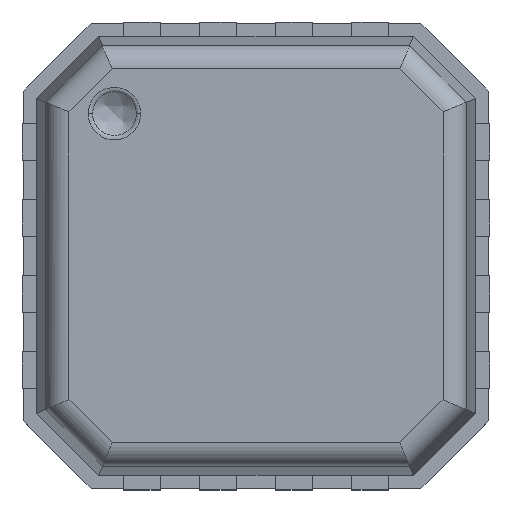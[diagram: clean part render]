
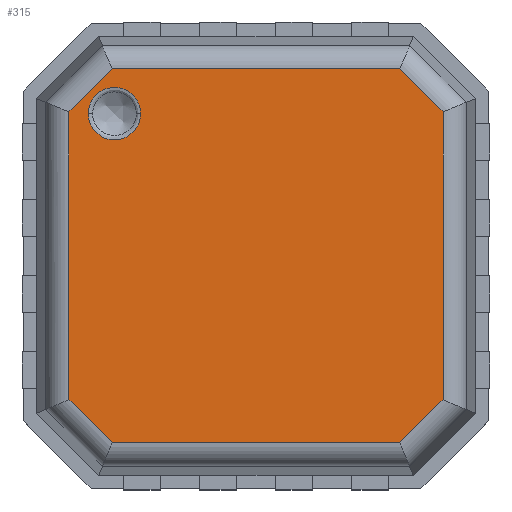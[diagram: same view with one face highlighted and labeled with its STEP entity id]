
A CAD part, top view. The second image highlights one B-rep face of the part: STEP entity #315.
In plain terms, the highlighted planar face has unit normal (0, 0, 1).
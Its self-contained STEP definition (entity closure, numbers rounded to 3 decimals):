
#32 = CARTESIAN_POINT ( 'NONE',  ( 0.675, 0.441, 1. ) ) ;
#68 = CARTESIAN_POINT ( 'NONE',  ( 1.013, 0.178, 1. ) ) ;
#77 = ORIENTED_EDGE ( 'NONE', *, *, #6176, .F. ) ;
#96 = EDGE_LOOP ( 'NONE', ( #5798, #6280 ) ) ;
#120 = EDGE_CURVE ( 'NONE', #1493, #3235, #2534, .T. ) ;
#143 = DIRECTION ( 'NONE',  ( 0., -1., 0. ) ) ;
#156 = VECTOR ( 'NONE', #4965, 1000. ) ;
#195 = ORIENTED_EDGE ( 'NONE', *, *, #5934, .F. ) ;
#205 = LINE ( 'NONE', #7991, #3418 ) ;
#213 = LINE ( 'NONE', #5110, #3710 ) ;
#314 = PLANE ( 'NONE',  #6230 ) ;
#315 = ADVANCED_FACE ( 'NONE', ( #1062, #2351 ), #314, .T. ) ;
#380 = DIRECTION ( 'NONE',  ( -1., 0., 0. ) ) ;
#482 = VERTEX_POINT ( 'NONE', #2493 ) ;
#527 = VECTOR ( 'NONE', #4403, 1000. ) ;
#546 = CARTESIAN_POINT ( 'NONE',  ( 0.566, 0.239, 1. ) ) ;
#643 = CARTESIAN_POINT ( 'NONE',  ( 0.82, 0.464, 1. ) ) ;
#697 = VECTOR ( 'NONE', #380, 1000. ) ;
#803 = EDGE_CURVE ( 'NONE', #482, #5780, #205, .T. ) ;
#875 = ORIENTED_EDGE ( 'NONE', *, *, #7527, .F. ) ;
#911 = VECTOR ( 'NONE', #6608, 1000. ) ;
#1045 = VERTEX_POINT ( 'NONE', #3936 ) ;
#1062 = FACE_OUTER_BOUND ( 'NONE', #2557, .T. ) ;
#1084 = CARTESIAN_POINT ( 'NONE',  ( 0.402, -2.205, 1. ) ) ;
#1279 = CARTESIAN_POINT ( 'NONE',  ( 0.902, 0.436, 1. ) ) ;
#1414 = DIRECTION ( 'NONE',  ( 0.707, 0.707, 0. ) ) ;
#1493 = VERTEX_POINT ( 'NONE', #1084 ) ;
#1505 = ORIENTED_EDGE ( 'NONE', *, *, #803, .F. ) ;
#1646 = B_SPLINE_CURVE_WITH_KNOTS ( 'NONE', 3,
 ( #6805, #2526, #3743, #32, #4367, #643, #4994, #1279, #5603, #1921, #6207, #2556 ),
 .UNSPECIFIED., .F., .F.,
 ( 4, 2, 2, 2, 2, 4 ),
 ( 0.5, 0.625, 0.75, 0.812, 0.875, 1. ),
 .UNSPECIFIED. ) ;
#1921 = CARTESIAN_POINT ( 'NONE',  ( 0.99, 0.357, 1. ) ) ;
#1967 = CARTESIAN_POINT ( 'NONE',  ( 0.905, 0.039, 1. ) ) ;
#2144 = VERTEX_POINT ( 'NONE', #5302 ) ;
#2161 = EDGE_CURVE ( 'NONE', #3235, #1045, #213, .T. ) ;
#2167 = ORIENTED_EDGE ( 'NONE', *, *, #7680, .F. ) ;
#2324 = CARTESIAN_POINT ( 'NONE',  ( 0.821, -2.625, 1. ) ) ;
#2351 = FACE_BOUND ( 'NONE', #96, .T. ) ;
#2493 = CARTESIAN_POINT ( 'NONE',  ( 3.23, 0.623, 1. ) ) ;
#2526 = CARTESIAN_POINT ( 'NONE',  ( 0.566, 0.301, 1. ) ) ;
#2534 = LINE ( 'NONE', #7433, #156 ) ;
#2556 = CARTESIAN_POINT ( 'NONE',  ( 1.014, 0.24, 1. ) ) ;
#2557 = EDGE_LOOP ( 'NONE', ( #1505, #195, #2940, #2569, #875, #3606, #2167, #77 ) ) ;
#2569 = ORIENTED_EDGE ( 'NONE', *, *, #120, .F. ) ;
#2583 = LINE ( 'NONE', #2324, #911 ) ;
#2596 = CARTESIAN_POINT ( 'NONE',  ( 0.729, 0.016, 1. ) ) ;
#2862 = VERTEX_POINT ( 'NONE', #6719 ) ;
#2904 = CARTESIAN_POINT ( 'NONE',  ( 0.696, 0.623, 1. ) ) ;
#2940 = ORIENTED_EDGE ( 'NONE', *, *, #2161, .F. ) ;
#3051 = B_SPLINE_CURVE_WITH_KNOTS ( 'NONE', 3,
 ( #5035, #68, #5638, #1967, #6243, #2596, #6863, #3203, #7505, #3816 ),
 .UNSPECIFIED., .F., .F.,
 ( 4, 2, 2, 2, 4 ),
 ( 0., 0.125, 0.25, 0.375, 0.5 ),
 .UNSPECIFIED. ) ;
#3203 = CARTESIAN_POINT ( 'NONE',  ( 0.589, 0.125, 1. ) ) ;
#3234 = VECTOR ( 'NONE', #143, 1000. ) ;
#3235 = VERTEX_POINT ( 'NONE', #3923 ) ;
#3418 = VECTOR ( 'NONE', #3714, 1000. ) ;
#3606 = ORIENTED_EDGE ( 'NONE', *, *, #5871, .F. ) ;
#3710 = VECTOR ( 'NONE', #1414, 1000. ) ;
#3714 = DIRECTION ( 'NONE',  ( 0.707, -0.707, 0. ) ) ;
#3743 = CARTESIAN_POINT ( 'NONE',  ( 0.588, 0.354, 1. ) ) ;
#3771 = CARTESIAN_POINT ( 'NONE',  ( 3.65, -2.154, 1. ) ) ;
#3816 = CARTESIAN_POINT ( 'NONE',  ( 0.566, 0.239, 1. ) ) ;
#3825 = CARTESIAN_POINT ( 'NONE',  ( 3.598, -2.205, 1. ) ) ;
#3860 = CARTESIAN_POINT ( 'NONE',  ( 3.598, 0.329, 1. ) ) ;
#3895 = VERTEX_POINT ( 'NONE', #6224 ) ;
#3897 = EDGE_CURVE ( 'NONE', #2144, #4370, #3051, .T. ) ;
#3923 = CARTESIAN_POINT ( 'NONE',  ( 0.402, 0.255, 1. ) ) ;
#3936 = CARTESIAN_POINT ( 'NONE',  ( 0.77, 0.623, 1. ) ) ;
#4095 = CARTESIAN_POINT ( 'NONE',  ( 3.304, -2.573, 1. ) ) ;
#4367 = CARTESIAN_POINT ( 'NONE',  ( 0.728, 0.463, 1. ) ) ;
#4370 = VERTEX_POINT ( 'NONE', #546 ) ;
#4403 = DIRECTION ( 'NONE',  ( -0.707, -0.707, 0. ) ) ;
#4490 = VECTOR ( 'NONE', #5400, 1000. ) ;
#4553 = CARTESIAN_POINT ( 'NONE',  ( 3.598, 0.255, 1. ) ) ;
#4965 = DIRECTION ( 'NONE',  ( 0., 1., 0. ) ) ;
#4994 = CARTESIAN_POINT ( 'NONE',  ( 0.849, 0.458, 1. ) ) ;
#5035 = CARTESIAN_POINT ( 'NONE',  ( 1.014, 0.24, 1. ) ) ;
#5110 = CARTESIAN_POINT ( 'NONE',  ( 0.35, 0.204, 1. ) ) ;
#5302 = CARTESIAN_POINT ( 'NONE',  ( 1.014, 0.24, 1. ) ) ;
#5400 = DIRECTION ( 'NONE',  ( 1., 0., 0. ) ) ;
#5465 = LINE ( 'NONE', #4095, #697 ) ;
#5466 = LINE ( 'NONE', #3771, #527 ) ;
#5560 = EDGE_CURVE ( 'NONE', #4370, #2144, #1646, .T. ) ;
#5603 = CARTESIAN_POINT ( 'NONE',  ( 0.927, 0.419, 1. ) ) ;
#5638 = CARTESIAN_POINT ( 'NONE',  ( 0.992, 0.126, 1. ) ) ;
#5673 = DIRECTION ( 'NONE',  ( 0., 0., 1. ) ) ;
#5686 = VERTEX_POINT ( 'NONE', #3825 ) ;
#5780 = VERTEX_POINT ( 'NONE', #4553 ) ;
#5798 = ORIENTED_EDGE ( 'NONE', *, *, #3897, .T. ) ;
#5871 = EDGE_CURVE ( 'NONE', #3895, #2862, #5465, .T. ) ;
#5934 = EDGE_CURVE ( 'NONE', #1045, #482, #7753, .T. ) ;
#6176 = EDGE_CURVE ( 'NONE', #5780, #5686, #7938, .T. ) ;
#6207 = CARTESIAN_POINT ( 'NONE',  ( 1.014, 0.299, 1. ) ) ;
#6224 = CARTESIAN_POINT ( 'NONE',  ( 3.23, -2.573, 1. ) ) ;
#6230 = AXIS2_PLACEMENT_3D ( 'NONE', #6259, #5673, #7697 ) ;
#6243 = CARTESIAN_POINT ( 'NONE',  ( 0.852, 0.017, 1. ) ) ;
#6259 = CARTESIAN_POINT ( 'NONE',  ( 0.125, -2.32, 1. ) ) ;
#6280 = ORIENTED_EDGE ( 'NONE', *, *, #5560, .T. ) ;
#6608 = DIRECTION ( 'NONE',  ( -0.707, 0.707, 0. ) ) ;
#6719 = CARTESIAN_POINT ( 'NONE',  ( 0.77, -2.573, 1. ) ) ;
#6805 = CARTESIAN_POINT ( 'NONE',  ( 0.566, 0.239, 1. ) ) ;
#6863 = CARTESIAN_POINT ( 'NONE',  ( 0.676, 0.038, 1. ) ) ;
#7433 = CARTESIAN_POINT ( 'NONE',  ( 0.402, -2.279, 1. ) ) ;
#7505 = CARTESIAN_POINT ( 'NONE',  ( 0.567, 0.178, 1. ) ) ;
#7527 = EDGE_CURVE ( 'NONE', #2862, #1493, #2583, .T. ) ;
#7680 = EDGE_CURVE ( 'NONE', #5686, #3895, #5466, .T. ) ;
#7697 = DIRECTION ( 'NONE',  ( 1., 0., 0. ) ) ;
#7753 = LINE ( 'NONE', #2904, #4490 ) ;
#7938 = LINE ( 'NONE', #3860, #3234 ) ;
#7991 = CARTESIAN_POINT ( 'NONE',  ( 3.179, 0.675, 1. ) ) ;
